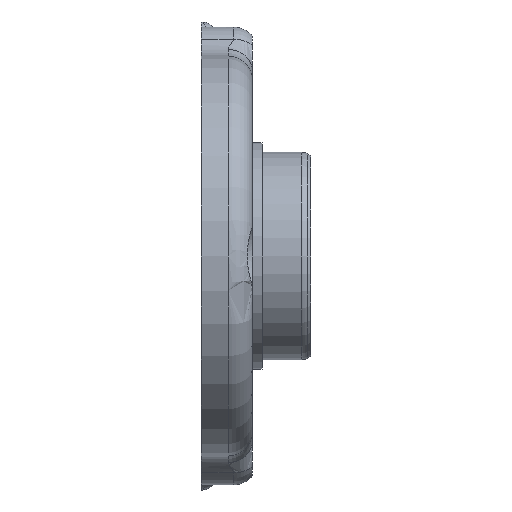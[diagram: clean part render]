
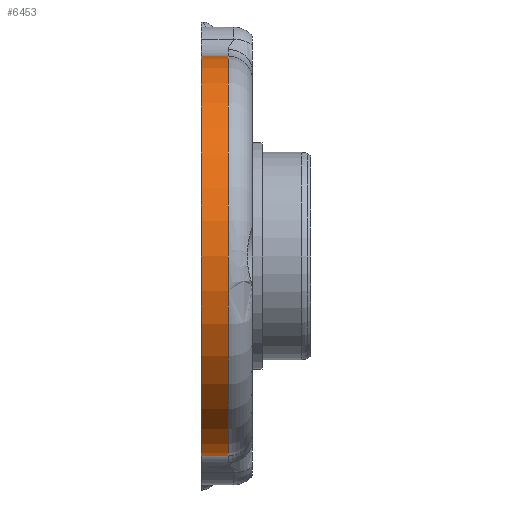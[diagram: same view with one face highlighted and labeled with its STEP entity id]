
A CAD part, front view. The second image highlights one B-rep face of the part: STEP entity #6453.
In plain terms, the highlighted cylindrical face has radius 16.5 mm (diameter 33 mm), a partial arc.
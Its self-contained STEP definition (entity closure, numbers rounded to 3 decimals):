
#125 = ORIENTED_EDGE ( 'NONE', *, *, #6461, .T. ) ;
#318 = EDGE_CURVE ( 'NONE', #1563, #4798, #3794, .T. ) ;
#632 = DIRECTION ( 'NONE',  ( -1., 0., 0. ) ) ;
#667 = DIRECTION ( 'NONE',  ( 0., 0., -1. ) ) ;
#716 = AXIS2_PLACEMENT_3D ( 'NONE', #797, #2876, #1737 ) ;
#794 = CARTESIAN_POINT ( 'NONE',  ( 34., -12.3, 16.5 ) ) ;
#797 = CARTESIAN_POINT ( 'NONE',  ( 31.8, -12.3, 0. ) ) ;
#933 = AXIS2_PLACEMENT_3D ( 'NONE', #1776, #6593, #667 ) ;
#1171 = DIRECTION ( 'NONE',  ( -1., 0., 0. ) ) ;
#1563 = VERTEX_POINT ( 'NONE', #6886 ) ;
#1632 = EDGE_CURVE ( 'NONE', #5046, #1563, #3754, .T. ) ;
#1645 = VECTOR ( 'NONE', #1171, 1000. ) ;
#1737 = DIRECTION ( 'NONE',  ( 0., 0., 1. ) ) ;
#1741 = CARTESIAN_POINT ( 'NONE',  ( 36., -12.3, 0. ) ) ;
#1776 = CARTESIAN_POINT ( 'NONE',  ( 34., -12.3, 0. ) ) ;
#2172 = ORIENTED_EDGE ( 'NONE', *, *, #318, .F. ) ;
#2258 = VERTEX_POINT ( 'NONE', #794 ) ;
#2692 = CYLINDRICAL_SURFACE ( 'NONE', #3103, 16.5 ) ;
#2714 = LINE ( 'NONE', #6915, #5196 ) ;
#2756 = CARTESIAN_POINT ( 'NONE',  ( 34., -12.3, -16.5 ) ) ;
#2876 = DIRECTION ( 'NONE',  ( -1., 0., 0. ) ) ;
#3103 = AXIS2_PLACEMENT_3D ( 'NONE', #1741, #632, #4928 ) ;
#3339 = CIRCLE ( 'NONE', #933, 16.5 ) ;
#3754 = LINE ( 'NONE', #5472, #1645 ) ;
#3794 = CIRCLE ( 'NONE', #716, 16.5 ) ;
#3843 = DIRECTION ( 'NONE',  ( -1., 0., 0. ) ) ;
#3857 = FACE_OUTER_BOUND ( 'NONE', #6579, .T. ) ;
#3870 = EDGE_CURVE ( 'NONE', #2258, #4798, #2714, .T. ) ;
#4551 = ORIENTED_EDGE ( 'NONE', *, *, #3870, .T. ) ;
#4798 = VERTEX_POINT ( 'NONE', #6928 ) ;
#4928 = DIRECTION ( 'NONE',  ( 0., 0., 1. ) ) ;
#5046 = VERTEX_POINT ( 'NONE', #2756 ) ;
#5196 = VECTOR ( 'NONE', #3843, 1000. ) ;
#5472 = CARTESIAN_POINT ( 'NONE',  ( 36., -12.3, -16.5 ) ) ;
#6453 = ADVANCED_FACE ( 'NONE', ( #3857 ), #2692, .T. ) ;
#6461 = EDGE_CURVE ( 'NONE', #5046, #2258, #3339, .T. ) ;
#6579 = EDGE_LOOP ( 'NONE', ( #7052, #125, #4551, #2172 ) ) ;
#6593 = DIRECTION ( 'NONE',  ( -1., 0., 0. ) ) ;
#6886 = CARTESIAN_POINT ( 'NONE',  ( 31.8, -12.3, -16.5 ) ) ;
#6915 = CARTESIAN_POINT ( 'NONE',  ( 36., -12.3, 16.5 ) ) ;
#6928 = CARTESIAN_POINT ( 'NONE',  ( 31.8, -12.3, 16.5 ) ) ;
#7052 = ORIENTED_EDGE ( 'NONE', *, *, #1632, .F. ) ;
